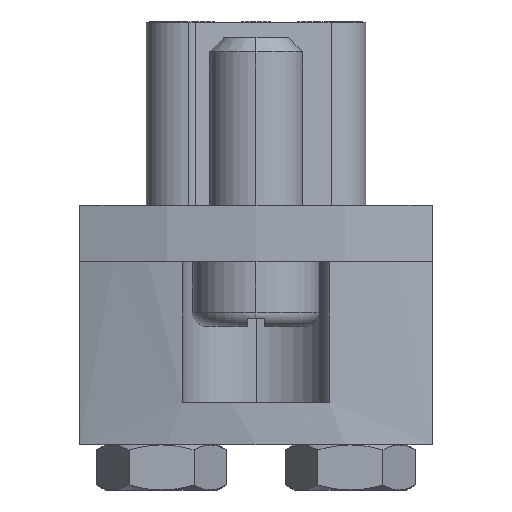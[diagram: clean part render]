
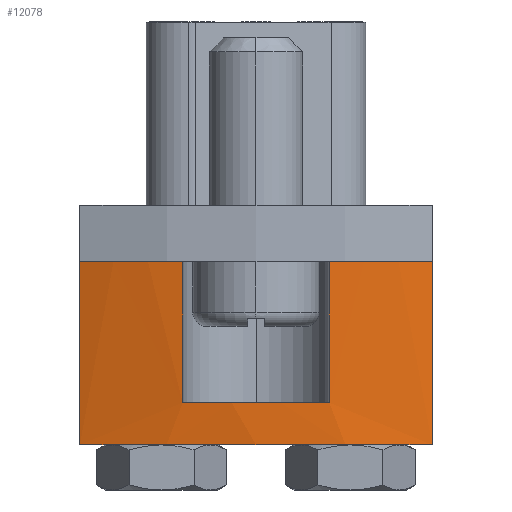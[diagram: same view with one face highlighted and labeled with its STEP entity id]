
A CAD part, left-side view. The second image highlights one B-rep face of the part: STEP entity #12078.
In plain terms, the highlighted cylindrical face has radius 18.5 mm (diameter 37 mm), a partial arc.
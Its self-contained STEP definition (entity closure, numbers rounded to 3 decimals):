
#129 = EDGE_CURVE ( 'NONE', #14195, #6893, #1661, .T. ) ;
#259 = CARTESIAN_POINT ( 'NONE',  ( -17.412, 6.25, -6.5 ) ) ;
#352 = DIRECTION ( 'NONE',  ( 0., 0., 1. ) ) ;
#421 = CARTESIAN_POINT ( 'NONE',  ( -17.412, -6.25, 0. ) ) ;
#743 = ORIENTED_EDGE ( 'NONE', *, *, #3242, .T. ) ;
#872 = CARTESIAN_POINT ( 'NONE',  ( 0., 0., -5. ) ) ;
#1352 = CARTESIAN_POINT ( 'NONE',  ( 0., 0., -6.5 ) ) ;
#1473 = DIRECTION ( 'NONE',  ( 0., 0., 1. ) ) ;
#1661 = LINE ( 'NONE', #5379, #10914 ) ;
#2061 = DIRECTION ( 'NONE',  ( 1., 0., 0. ) ) ;
#2555 = DIRECTION ( 'NONE',  ( 1., 0., 0. ) ) ;
#2627 = CARTESIAN_POINT ( 'NONE',  ( -17.412, -6.25, -6.5 ) ) ;
#2692 = CIRCLE ( 'NONE', #12626, 18.5 ) ;
#3242 = EDGE_CURVE ( 'NONE', #14195, #10753, #13223, .T. ) ;
#3389 = CARTESIAN_POINT ( 'NONE',  ( -18.316, 2.6, -5. ) ) ;
#3942 = ORIENTED_EDGE ( 'NONE', *, *, #6436, .F. ) ;
#3960 = ORIENTED_EDGE ( 'NONE', *, *, #13476, .T. ) ;
#4209 = CIRCLE ( 'NONE', #12563, 18.5 ) ;
#4364 = CARTESIAN_POINT ( 'NONE',  ( -18.316, 2.6, 0. ) ) ;
#4729 = ORIENTED_EDGE ( 'NONE', *, *, #14189, .F. ) ;
#5074 = LINE ( 'NONE', #6539, #11470 ) ;
#5379 = CARTESIAN_POINT ( 'NONE',  ( -18.316, -2.6, -6.5 ) ) ;
#6361 = CARTESIAN_POINT ( 'NONE',  ( 0., 0., -6.5 ) ) ;
#6436 = EDGE_CURVE ( 'NONE', #10654, #10753, #5074, .T. ) ;
#6457 = DIRECTION ( 'NONE',  ( 0., 0., 1. ) ) ;
#6460 = DIRECTION ( 'NONE',  ( 0., 0., 1. ) ) ;
#6539 = CARTESIAN_POINT ( 'NONE',  ( -18.316, 2.6, -6.5 ) ) ;
#6732 = AXIS2_PLACEMENT_3D ( 'NONE', #6361, #12375, #14702 ) ;
#6893 = VERTEX_POINT ( 'NONE', #11056 ) ;
#7507 = CIRCLE ( 'NONE', #14879, 18.5 ) ;
#7569 = CARTESIAN_POINT ( 'NONE',  ( 0., 0., 0. ) ) ;
#7717 = EDGE_LOOP ( 'NONE', ( #13074, #743, #3942, #11111, #8107, #9629, #3960, #4729 ) ) ;
#7968 = VERTEX_POINT ( 'NONE', #10430 ) ;
#8107 = ORIENTED_EDGE ( 'NONE', *, *, #10454, .F. ) ;
#8700 = VECTOR ( 'NONE', #1473, 1000. ) ;
#8780 = DIRECTION ( 'NONE',  ( 1., 0., 0. ) ) ;
#8839 = CARTESIAN_POINT ( 'NONE',  ( -18.316, -2.6, -5. ) ) ;
#8942 = EDGE_CURVE ( 'NONE', #11919, #10654, #7507, .T. ) ;
#9303 = DIRECTION ( 'NONE',  ( 0., 0., -1. ) ) ;
#9629 = ORIENTED_EDGE ( 'NONE', *, *, #11986, .T. ) ;
#9802 = DIRECTION ( 'NONE',  ( 0., 0., 1. ) ) ;
#10430 = CARTESIAN_POINT ( 'NONE',  ( -17.412, -6.25, -6.5 ) ) ;
#10431 = CYLINDRICAL_SURFACE ( 'NONE', #6732, 18.5 ) ;
#10454 = EDGE_CURVE ( 'NONE', #15363, #11919, #15155, .T. ) ;
#10654 = VERTEX_POINT ( 'NONE', #4364 ) ;
#10753 = VERTEX_POINT ( 'NONE', #3389 ) ;
#10914 = VECTOR ( 'NONE', #13754, 1000. ) ;
#11056 = CARTESIAN_POINT ( 'NONE',  ( -18.316, -2.6, 0. ) ) ;
#11111 = ORIENTED_EDGE ( 'NONE', *, *, #8942, .F. ) ;
#11210 = CARTESIAN_POINT ( 'NONE',  ( -17.412, 6.25, -6.5 ) ) ;
#11470 = VECTOR ( 'NONE', #14874, 1000. ) ;
#11575 = FACE_OUTER_BOUND ( 'NONE', #7717, .T. ) ;
#11919 = VERTEX_POINT ( 'NONE', #12057 ) ;
#11986 = EDGE_CURVE ( 'NONE', #15363, #7968, #2692, .T. ) ;
#12057 = CARTESIAN_POINT ( 'NONE',  ( -17.412, 6.25, 0. ) ) ;
#12078 = ADVANCED_FACE ( 'NONE', ( #11575 ), #10431, .T. ) ;
#12375 = DIRECTION ( 'NONE',  ( 0., 0., 1. ) ) ;
#12563 = AXIS2_PLACEMENT_3D ( 'NONE', #13605, #6457, #14800 ) ;
#12626 = AXIS2_PLACEMENT_3D ( 'NONE', #1352, #9802, #2555 ) ;
#13074 = ORIENTED_EDGE ( 'NONE', *, *, #129, .F. ) ;
#13223 = CIRCLE ( 'NONE', #14826, 18.5 ) ;
#13476 = EDGE_CURVE ( 'NONE', #7968, #14209, #15060, .T. ) ;
#13605 = CARTESIAN_POINT ( 'NONE',  ( 0., 0., 0. ) ) ;
#13754 = DIRECTION ( 'NONE',  ( 0., 0., 1. ) ) ;
#14189 = EDGE_CURVE ( 'NONE', #6893, #14209, #4209, .T. ) ;
#14195 = VERTEX_POINT ( 'NONE', #8839 ) ;
#14209 = VERTEX_POINT ( 'NONE', #421 ) ;
#14702 = DIRECTION ( 'NONE',  ( 1., 0., 0. ) ) ;
#14782 = VECTOR ( 'NONE', #6460, 1000. ) ;
#14800 = DIRECTION ( 'NONE',  ( 1., 0., 0. ) ) ;
#14826 = AXIS2_PLACEMENT_3D ( 'NONE', #872, #9303, #2061 ) ;
#14874 = DIRECTION ( 'NONE',  ( 0., 0., -1. ) ) ;
#14879 = AXIS2_PLACEMENT_3D ( 'NONE', #7569, #352, #8780 ) ;
#15060 = LINE ( 'NONE', #2627, #8700 ) ;
#15155 = LINE ( 'NONE', #11210, #14782 ) ;
#15363 = VERTEX_POINT ( 'NONE', #259 ) ;
